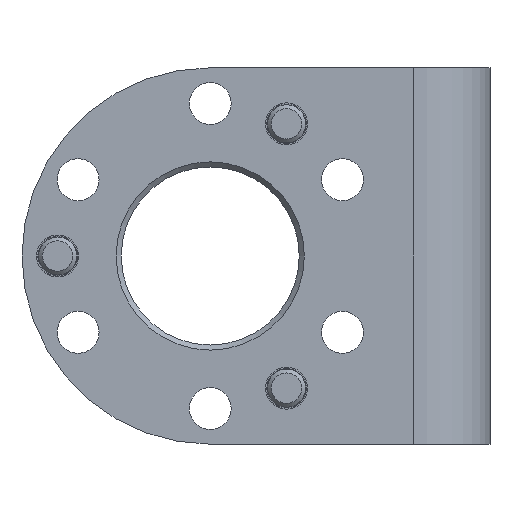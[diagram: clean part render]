
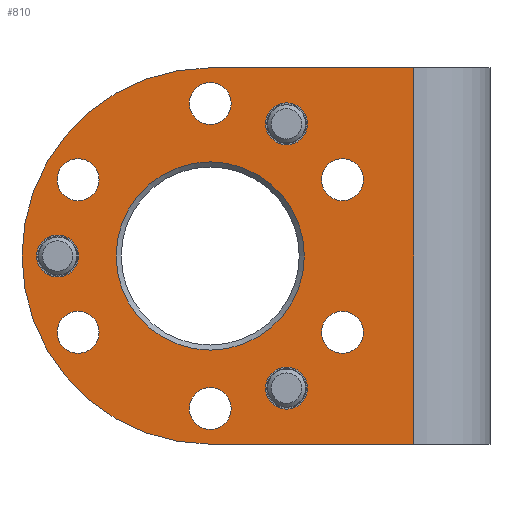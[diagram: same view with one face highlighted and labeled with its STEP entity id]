
A CAD part, left-side view. The second image highlights one B-rep face of the part: STEP entity #810.
In plain terms, the highlighted planar face has unit normal (-1, 0, 0).
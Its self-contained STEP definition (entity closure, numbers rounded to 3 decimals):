
#89=CIRCLE('',#903,1.65);
#90=CIRCLE('',#904,1.65);
#91=CIRCLE('',#905,1.65);
#92=CIRCLE('',#906,1.65);
#93=CIRCLE('',#907,1.65);
#94=CIRCLE('',#908,1.65);
#95=CIRCLE('',#909,1.65);
#96=CIRCLE('',#910,1.65);
#97=CIRCLE('',#911,1.65);
#98=CIRCLE('',#912,7.4);
#99=CIRCLE('',#913,14.8);
#169=ORIENTED_EDGE('',*,*,#363,.F.);
#170=ORIENTED_EDGE('',*,*,#364,.F.);
#171=ORIENTED_EDGE('',*,*,#365,.F.);
#172=ORIENTED_EDGE('',*,*,#366,.F.);
#173=ORIENTED_EDGE('',*,*,#367,.F.);
#174=ORIENTED_EDGE('',*,*,#368,.F.);
#175=ORIENTED_EDGE('',*,*,#369,.F.);
#176=ORIENTED_EDGE('',*,*,#370,.F.);
#177=ORIENTED_EDGE('',*,*,#371,.F.);
#178=ORIENTED_EDGE('',*,*,#372,.T.);
#179=ORIENTED_EDGE('',*,*,#361,.F.);
#180=ORIENTED_EDGE('',*,*,#373,.F.);
#181=ORIENTED_EDGE('',*,*,#336,.T.);
#182=ORIENTED_EDGE('',*,*,#374,.F.);
#336=EDGE_CURVE('',#437,#436,#508,.T.);
#361=EDGE_CURVE('',#455,#456,#523,.T.);
#363=EDGE_CURVE('',#457,#457,#89,.T.);
#364=EDGE_CURVE('',#458,#458,#90,.T.);
#365=EDGE_CURVE('',#459,#459,#91,.T.);
#366=EDGE_CURVE('',#460,#460,#92,.T.);
#367=EDGE_CURVE('',#461,#461,#93,.T.);
#368=EDGE_CURVE('',#462,#462,#94,.T.);
#369=EDGE_CURVE('',#463,#463,#95,.T.);
#370=EDGE_CURVE('',#464,#464,#96,.T.);
#371=EDGE_CURVE('',#465,#465,#97,.T.);
#372=EDGE_CURVE('',#466,#466,#98,.T.);
#373=EDGE_CURVE('',#437,#455,#99,.T.);
#374=EDGE_CURVE('',#456,#436,#524,.T.);
#436=VERTEX_POINT('',#1275);
#437=VERTEX_POINT('',#1277);
#455=VERTEX_POINT('',#1323);
#456=VERTEX_POINT('',#1325);
#457=VERTEX_POINT('',#1329);
#458=VERTEX_POINT('',#1331);
#459=VERTEX_POINT('',#1333);
#460=VERTEX_POINT('',#1335);
#461=VERTEX_POINT('',#1337);
#462=VERTEX_POINT('',#1339);
#463=VERTEX_POINT('',#1341);
#464=VERTEX_POINT('',#1343);
#465=VERTEX_POINT('',#1345);
#466=VERTEX_POINT('',#1347);
#508=LINE('',#1276,#546);
#523=LINE('',#1324,#561);
#524=LINE('',#1349,#562);
#546=VECTOR('',#1007,1000.);
#561=VECTOR('',#1050,1000.);
#562=VECTOR('',#1077,1000.);
#591=EDGE_LOOP('',(#169));
#592=EDGE_LOOP('',(#170));
#593=EDGE_LOOP('',(#171));
#594=EDGE_LOOP('',(#172));
#595=EDGE_LOOP('',(#173));
#596=EDGE_LOOP('',(#174));
#597=EDGE_LOOP('',(#175));
#598=EDGE_LOOP('',(#176));
#599=EDGE_LOOP('',(#177));
#600=EDGE_LOOP('',(#178));
#601=EDGE_LOOP('',(#179,#180,#181,#182));
#691=FACE_BOUND('',#591,.T.);
#692=FACE_BOUND('',#592,.T.);
#693=FACE_BOUND('',#593,.T.);
#694=FACE_BOUND('',#594,.T.);
#695=FACE_BOUND('',#595,.T.);
#696=FACE_BOUND('',#596,.T.);
#697=FACE_BOUND('',#597,.T.);
#698=FACE_BOUND('',#598,.T.);
#699=FACE_BOUND('',#599,.T.);
#700=FACE_BOUND('',#600,.T.);
#701=FACE_BOUND('',#601,.T.);
#788=PLANE('',#902);
#810=ADVANCED_FACE('',(#691,#692,#693,#694,#695,#696,#697,#698,#699,#700,
#701),#788,.F.);
#902=AXIS2_PLACEMENT_3D('',#1327,#1053,#1054);
#903=AXIS2_PLACEMENT_3D('',#1328,#1055,#1056);
#904=AXIS2_PLACEMENT_3D('',#1330,#1057,#1058);
#905=AXIS2_PLACEMENT_3D('',#1332,#1059,#1060);
#906=AXIS2_PLACEMENT_3D('',#1334,#1061,#1062);
#907=AXIS2_PLACEMENT_3D('',#1336,#1063,#1064);
#908=AXIS2_PLACEMENT_3D('',#1338,#1065,#1066);
#909=AXIS2_PLACEMENT_3D('',#1340,#1067,#1068);
#910=AXIS2_PLACEMENT_3D('',#1342,#1069,#1070);
#911=AXIS2_PLACEMENT_3D('',#1344,#1071,#1072);
#912=AXIS2_PLACEMENT_3D('',#1346,#1073,#1074);
#913=AXIS2_PLACEMENT_3D('',#1348,#1075,#1076);
#1007=DIRECTION('',(0.,-1.,0.));
#1050=DIRECTION('',(0.,-1.,0.));
#1053=DIRECTION('',(1.,0.,0.));
#1054=DIRECTION('',(0.,0.,-1.));
#1055=DIRECTION('',(-1.,0.,0.));
#1056=DIRECTION('',(0.,0.,1.));
#1057=DIRECTION('',(-1.,0.,0.));
#1058=DIRECTION('',(0.,0.,1.));
#1059=DIRECTION('',(-1.,0.,0.));
#1060=DIRECTION('',(0.,0.,1.));
#1061=DIRECTION('',(-1.,0.,0.));
#1062=DIRECTION('',(0.,0.,1.));
#1063=DIRECTION('',(-1.,0.,0.));
#1064=DIRECTION('',(0.,0.,1.));
#1065=DIRECTION('',(-1.,0.,0.));
#1066=DIRECTION('',(0.,0.,1.));
#1067=DIRECTION('',(-1.,0.,0.));
#1068=DIRECTION('',(0.,0.,1.));
#1069=DIRECTION('',(-1.,0.,0.));
#1070=DIRECTION('',(0.,0.,1.));
#1071=DIRECTION('',(-1.,0.,0.));
#1072=DIRECTION('',(0.,0.,1.));
#1073=DIRECTION('',(1.,0.,0.));
#1074=DIRECTION('',(0.,0.,-1.));
#1075=DIRECTION('',(1.,0.,0.));
#1076=DIRECTION('',(0.,0.,-1.));
#1077=DIRECTION('',(0.,0.,-1.));
#1275=CARTESIAN_POINT('',(0.,6.,-14.8));
#1276=CARTESIAN_POINT('',(0.,36.8,-14.8));
#1277=CARTESIAN_POINT('',(0.,22.,-14.8));
#1323=CARTESIAN_POINT('',(0.,22.,14.8));
#1324=CARTESIAN_POINT('',(0.,36.8,14.8));
#1325=CARTESIAN_POINT('',(0.,6.,14.8));
#1327=CARTESIAN_POINT('',(0.,36.8,14.8));
#1328=CARTESIAN_POINT('',(0.,32.392,-6.));
#1329=CARTESIAN_POINT('',(0.,32.392,-4.35));
#1330=CARTESIAN_POINT('',(0.,32.392,6.));
#1331=CARTESIAN_POINT('',(0.,32.392,7.65));
#1332=CARTESIAN_POINT('',(0.,22.,12.));
#1333=CARTESIAN_POINT('',(0.,22.,13.65));
#1334=CARTESIAN_POINT('',(0.,16.,10.392));
#1335=CARTESIAN_POINT('',(0.,16.,12.042));
#1336=CARTESIAN_POINT('',(0.,11.608,6.));
#1337=CARTESIAN_POINT('',(0.,11.608,7.65));
#1338=CARTESIAN_POINT('',(0.,11.608,-6.));
#1339=CARTESIAN_POINT('',(0.,11.608,-4.35));
#1340=CARTESIAN_POINT('',(0.,16.,-10.392));
#1341=CARTESIAN_POINT('',(0.,16.,-8.742));
#1342=CARTESIAN_POINT('',(0.,22.,-12.));
#1343=CARTESIAN_POINT('',(0.,22.,-10.35));
#1344=CARTESIAN_POINT('',(0.,34.,0.));
#1345=CARTESIAN_POINT('',(0.,34.,1.65));
#1346=CARTESIAN_POINT('',(0.,22.,0.));
#1347=CARTESIAN_POINT('',(0.,22.,-7.4));
#1348=CARTESIAN_POINT('',(0.,22.,0.));
#1349=CARTESIAN_POINT('',(0.,6.,14.8));
